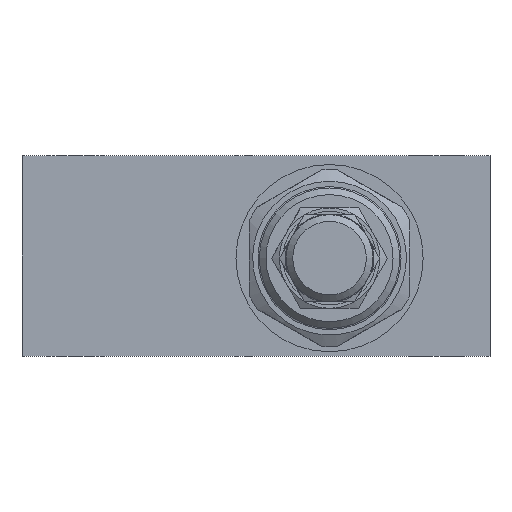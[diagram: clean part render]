
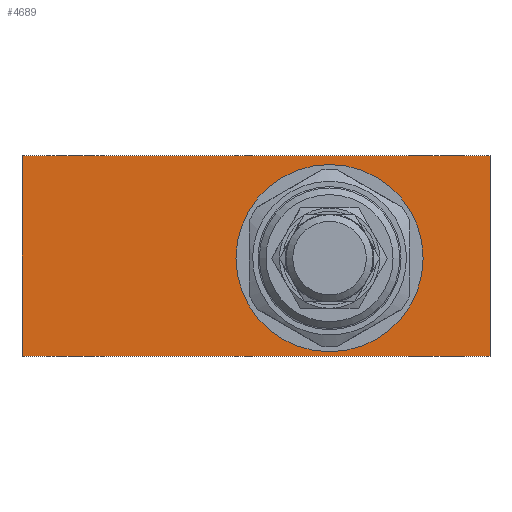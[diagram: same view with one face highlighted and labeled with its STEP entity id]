
A CAD part, left-side view. The second image highlights one B-rep face of the part: STEP entity #4689.
In plain terms, the highlighted planar face has unit normal (-1, 0, 0).
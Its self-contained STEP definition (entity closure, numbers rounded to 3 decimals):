
#153=PLANE('',#4974);
#251=LINE('',#6831,#327);
#252=LINE('',#6834,#328);
#253=LINE('',#6836,#329);
#254=LINE('',#6838,#330);
#327=VECTOR('',#5448,1000.);
#328=VECTOR('',#5449,1000.);
#329=VECTOR('',#5450,1000.);
#330=VECTOR('',#5451,1000.);
#416=CIRCLE('',#4975,14.);
#664=ORIENTED_EDGE('',*,*,#1521,.T.);
#665=ORIENTED_EDGE('',*,*,#1522,.F.);
#666=ORIENTED_EDGE('',*,*,#1523,.F.);
#667=ORIENTED_EDGE('',*,*,#1524,.T.);
#668=ORIENTED_EDGE('',*,*,#1525,.T.);
#1521=EDGE_CURVE('',#1951,#1952,#251,.T.);
#1522=EDGE_CURVE('',#1953,#1952,#252,.T.);
#1523=EDGE_CURVE('',#1954,#1953,#253,.T.);
#1524=EDGE_CURVE('',#1954,#1951,#254,.T.);
#1525=EDGE_CURVE('',#1955,#1955,#416,.T.);
#1951=VERTEX_POINT('',#6832);
#1952=VERTEX_POINT('',#6833);
#1953=VERTEX_POINT('',#6835);
#1954=VERTEX_POINT('',#6837);
#1955=VERTEX_POINT('',#6840);
#2422=EDGE_LOOP('',(#664,#665,#666,#667));
#2423=EDGE_LOOP('',(#668));
#2728=FACE_BOUND('',#2422,.T.);
#2729=FACE_BOUND('',#2423,.T.);
#4689=ADVANCED_FACE('',(#2728,#2729),#153,.F.);
#4974=AXIS2_PLACEMENT_3D('',#6830,#5446,#5447);
#4975=AXIS2_PLACEMENT_3D('',#6839,#5452,#5453);
#5446=DIRECTION('',(1.,0.,0.));
#5447=DIRECTION('',(0.,0.,-1.));
#5448=DIRECTION('',(0.,-1.,0.));
#5449=DIRECTION('',(0.,0.,-1.));
#5450=DIRECTION('',(0.,-1.,0.));
#5451=DIRECTION('',(0.,0.,-1.));
#5452=DIRECTION('',(1.,0.,0.));
#5453=DIRECTION('',(0.,0.,1.));
#6830=CARTESIAN_POINT('',(-40.,35.,15.));
#6831=CARTESIAN_POINT('',(-40.,35.,-15.));
#6832=CARTESIAN_POINT('',(-40.,35.,-15.));
#6833=CARTESIAN_POINT('',(-40.,-35.,-15.));
#6834=CARTESIAN_POINT('',(-40.,-35.,15.));
#6835=CARTESIAN_POINT('',(-40.,-35.,15.));
#6836=CARTESIAN_POINT('',(-40.,35.,15.));
#6837=CARTESIAN_POINT('',(-40.,35.,15.));
#6838=CARTESIAN_POINT('',(-40.,35.,15.));
#6839=CARTESIAN_POINT('',(-40.,-11.,-0.322));
#6840=CARTESIAN_POINT('',(-40.,-11.,13.678));
